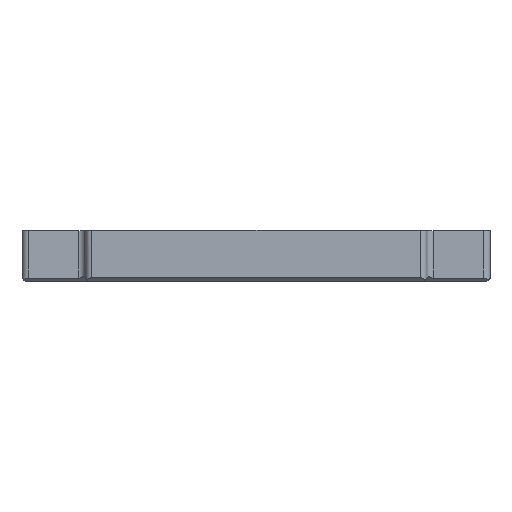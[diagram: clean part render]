
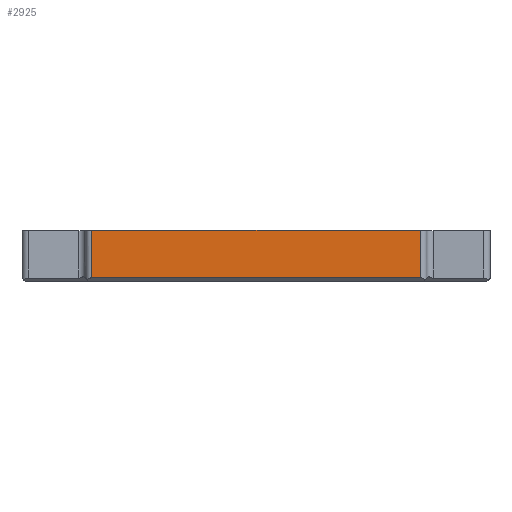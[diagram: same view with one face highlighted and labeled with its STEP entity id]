
A CAD part, top view. The second image highlights one B-rep face of the part: STEP entity #2925.
In plain terms, the highlighted planar face has unit normal (0, 0, 1).
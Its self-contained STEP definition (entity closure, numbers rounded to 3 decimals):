
#75 = ORIENTED_EDGE ( 'NONE', *, *, #164, .T. ) ;
#110 = EDGE_CURVE ( 'NONE', #2095, #436, #2332, .T. ) ;
#164 = EDGE_CURVE ( 'NONE', #408, #1536, #1602, .T. ) ;
#169 = EDGE_CURVE ( 'NONE', #2095, #1536, #3051, .T. ) ;
#215 = AXIS2_PLACEMENT_3D ( 'NONE', #1663, #1647, #1679 ) ;
#221 = CARTESIAN_POINT ( 'NONE',  ( 26., 8., 19.5 ) ) ;
#391 = DIRECTION ( 'NONE',  ( 0., 1., 0. ) ) ;
#408 = VERTEX_POINT ( 'NONE', #580 ) ;
#436 = VERTEX_POINT ( 'NONE', #2759 ) ;
#580 = CARTESIAN_POINT ( 'NONE',  ( 26., 0.5, 19.5 ) ) ;
#739 = CARTESIAN_POINT ( 'NONE',  ( 0., 0.5, 19.5 ) ) ;
#857 = ORIENTED_EDGE ( 'NONE', *, *, #169, .F. ) ;
#1078 = CARTESIAN_POINT ( 'NONE',  ( -26., 8., 19.5 ) ) ;
#1159 = EDGE_LOOP ( 'NONE', ( #857, #2271, #2406, #75 ) ) ;
#1166 = DIRECTION ( 'NONE',  ( 1., 0., 0. ) ) ;
#1289 = EDGE_CURVE ( 'NONE', #436, #408, #2456, .T. ) ;
#1536 = VERTEX_POINT ( 'NONE', #221 ) ;
#1602 = LINE ( 'NONE', #2864, #2807 ) ;
#1632 = VECTOR ( 'NONE', #1166, 1000. ) ;
#1647 = DIRECTION ( 'NONE',  ( 0., 0., -1. ) ) ;
#1663 = CARTESIAN_POINT ( 'NONE',  ( 0., 8., 19.5 ) ) ;
#1679 = DIRECTION ( 'NONE',  ( -1., 0., 0. ) ) ;
#1921 = PLANE ( 'NONE',  #215 ) ;
#2095 = VERTEX_POINT ( 'NONE', #1078 ) ;
#2271 = ORIENTED_EDGE ( 'NONE', *, *, #110, .T. ) ;
#2332 = LINE ( 'NONE', #3082, #3056 ) ;
#2403 = VECTOR ( 'NONE', #2950, 1000. ) ;
#2406 = ORIENTED_EDGE ( 'NONE', *, *, #1289, .T. ) ;
#2456 = LINE ( 'NONE', #739, #2403 ) ;
#2669 = FACE_OUTER_BOUND ( 'NONE', #1159, .T. ) ;
#2759 = CARTESIAN_POINT ( 'NONE',  ( -26., 0.5, 19.5 ) ) ;
#2794 = DIRECTION ( 'NONE',  ( 0., -1., 0. ) ) ;
#2807 = VECTOR ( 'NONE', #391, 1000. ) ;
#2841 = CARTESIAN_POINT ( 'NONE',  ( 0., 8., 19.5 ) ) ;
#2864 = CARTESIAN_POINT ( 'NONE',  ( 26., 8., 19.5 ) ) ;
#2925 = ADVANCED_FACE ( 'NONE', ( #2669 ), #1921, .F. ) ;
#2950 = DIRECTION ( 'NONE',  ( 1., 0., 0. ) ) ;
#3051 = LINE ( 'NONE', #2841, #1632 ) ;
#3056 = VECTOR ( 'NONE', #2794, 1000. ) ;
#3082 = CARTESIAN_POINT ( 'NONE',  ( -26., 0.5, 19.5 ) ) ;
